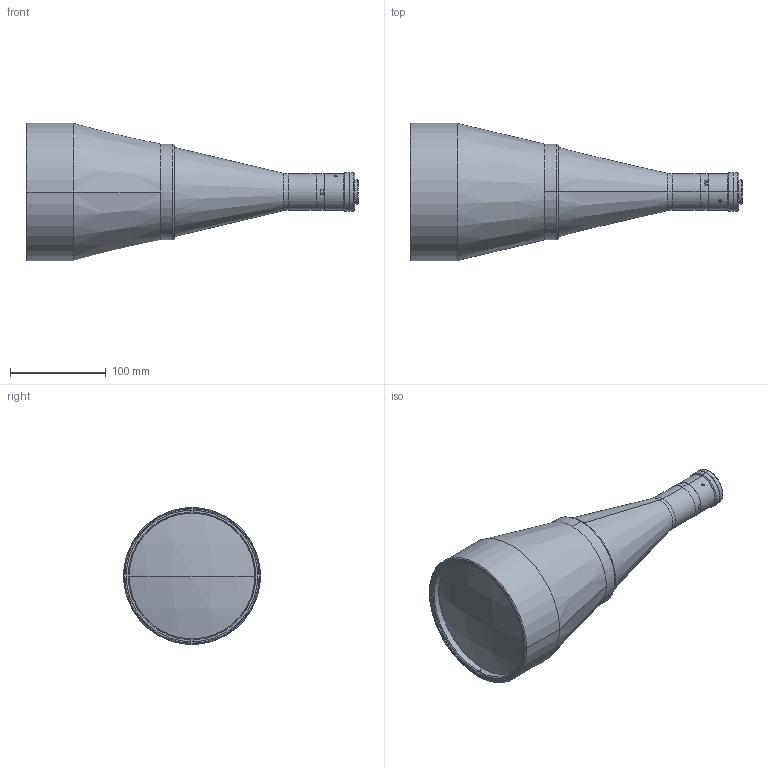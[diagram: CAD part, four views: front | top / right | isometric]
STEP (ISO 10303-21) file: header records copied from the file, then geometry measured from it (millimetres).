
FILE_DESCRIPTION (( 'STEP AP203' ), '1' );
FILE_NAME ('TC1MHR096-C.step', '2018-11-28T08:40:31', ( '' ), ( '' ), 'SwSTEP 2.0', 'SolidWorks 2018', '' );
FILE_SCHEMA (( 'CONFIG_CONTROL_DESIGN' ));
Length unit declared in the file: millimetre
Products named in the file (1): TC1MHR096-C
Bounding box: 346.18 x 143 x 143 mm (x, y, z)
Surface area: 134525.7 mm2 (no closed solid volume)
Topology: 0 solids, 13 shells, 104 faces, 287 edges, 197 vertices
Faces by surface type: cylinder 45, plane 33, cone 16, torus 8, sphere 2
Entity records: 3665 total; most frequent: CARTESIAN_POINT 829, DIRECTION 645, ORIENTED_EDGE 485, EDGE_CURVE 287, AXIS2_PLACEMENT_3D 269, VERTEX_POINT 197, CIRCLE 164, EDGE_LOOP 129
